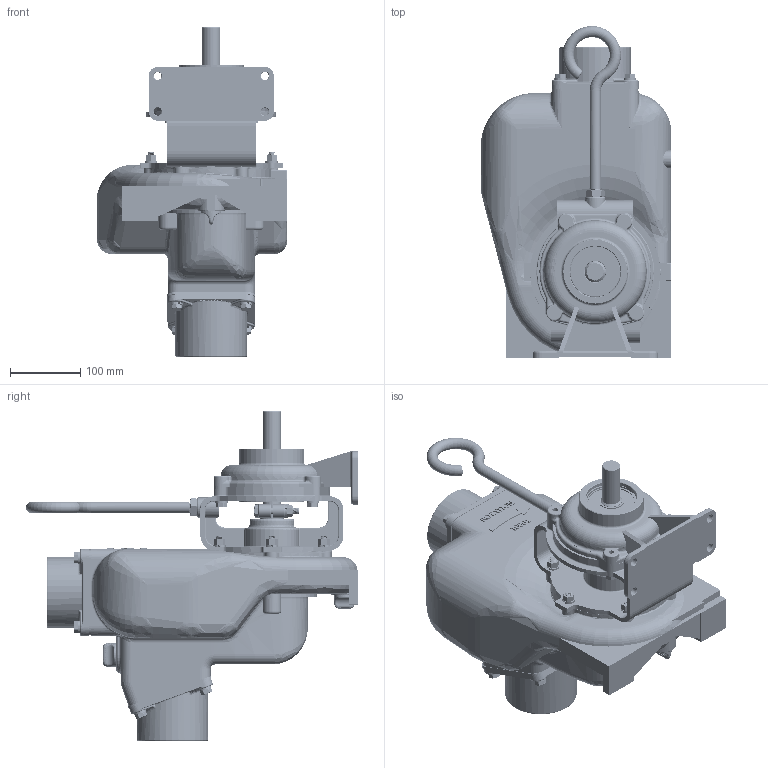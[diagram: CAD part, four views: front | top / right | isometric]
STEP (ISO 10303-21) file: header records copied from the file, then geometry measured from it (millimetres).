
FILE_DESCRIPTION(/* description */ ('3" PUMP HOUSING'),/* implementation_level */ '2;1');
FILE_NAME(/* name */ '300PB-SS.stp',/* time_stamp */ '2014-09-29T14:52:26-04:00',/* author */ ('mclevenger'),/* organization */ (''),/* preprocessor_version */ 'ST-DEVELOPER v15.2',/* originating_system */ 'Autodesk Inventor 2014',/* authorisation */ '');
FILE_SCHEMA (('AUTOMOTIVE_DESIGN { 1 0 10303 214 3 1 1 }'));
Length unit declared in the file: inch
Products named in the file (41): 18001SS; 18004SS; 18106SS; V20018; 18044; 18042X; 18014; 18015; 18016; V07019; V07018; 18042; 18010SS; 18008SS; 18012SS; 18218A; V20019; 18026SS; 18021; 18033; 18034; 12777SS; 13777SS; 13778V; UV15163V; 300XPOSL; 18023SSX; 18023SS; 18125SS; 18029A; 18029B; BF207; 18129; 300XPOSS; 17704; 18501; 18504; 18502; 18506; 18500 ...
Bounding box: 270.51 x 471.38 x 468.75 mm (x, y, z)
Volume: 5497493.8 mm3; surface area: 1531665.2 mm2
Topology: 79 solids, 80 shells, 6982 faces, 16617 edges, 9816 vertices
Faces by surface type: cylinder 2405, cone 1771, plane 1362, bspline 1106, torus 281, sphere 57
Full cylindrical faces by diameter (mm): 6.35 x3, 7.144 x3, 7.633 x132, 7.798 x20, 8.236 x30, 9.525 x28, 9.728 x1, 10.319 x28, 11.112 x10, 11.125 x4, 12.7 x2, 13.386 x1, 15.875 x1, 17.78 x1, 22.631 x1, 25.4 x2, 25.451 x1, 25.527 x1, 28.575 x1, 28.702 x1, 29.718 x1, 30 x2, 30.01 x2, 33.274 x1, 34.925 x1, 36.35 x4, 38.1 x2, 38.862 x2, 40.45 x1, 41.148 x1
Entity records: 187446 total; most frequent: CARTESIAN_POINT 95636, ORIENTED_EDGE 20160, DIRECTION 16112, EDGE_CURVE 10076, VERTEX_POINT 6385, AXIS2_PLACEMENT_3D 6067, EDGE_LOOP 4834, ADVANCED_FACE 4206
